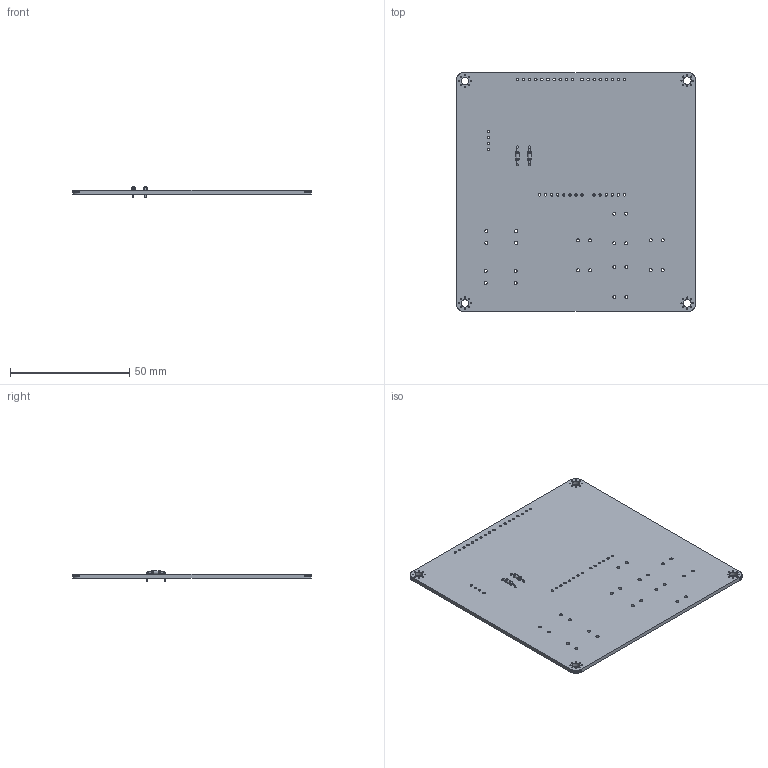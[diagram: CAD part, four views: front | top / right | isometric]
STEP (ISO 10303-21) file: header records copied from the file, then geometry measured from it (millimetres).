
FILE_DESCRIPTION(('KiCad electronic assembly'),'2;1');
FILE_NAME('arduino_gameboy.step','2024-02-12T12:33:02',('Pcbnew'),( 'Kicad'),'Open CASCADE STEP processor 7.6','KiCad to STEP converter' ,'Unknown');
FILE_SCHEMA(('AUTOMOTIVE_DESIGN { 1 0 10303 214 1 1 1 1 }'));
Length unit declared in the file: millimetre
Products named in the file (4): arduino_gameboy 1; R_Axial_DIN0204_L3.6mm_D1.6mm_P7.62mm_Horizontal; SOLID; arduino_gameboy PCB
Assembly tree (4 placements, depth 3):
  arduino_gameboy 1
    R_Axial_DIN0204_L3.6mm_D1.6mm_P7.62mm_Horizontal  x2
      SOLID
    arduino_gameboy PCB
Bounding box: 100 x 100 x 4.6 mm (x, y, z)
Volume: 15646.3 mm3; surface area: 20973.1 mm2
Topology: 3 solids, 3 shells, 196 faces, 534 edges, 352 vertices
Faces by surface type: cylinder 114, plane 74, torus 8
Full cylindrical faces by diameter (mm): 0.5 x40, 0.7 x4, 1 x36, 1.3 x24, 1.44 x2, 1.6 x4, 3.2 x4
Entity records: 13719 total; most frequent: CARTESIAN_POINT 3289, DIRECTION 1901, LINE 1091, VECTOR 1091, ORIENTED_EDGE 1014, PCURVE 1014, DEFINITIONAL_REPRESENTATION 1014, EDGE_CURVE 507
